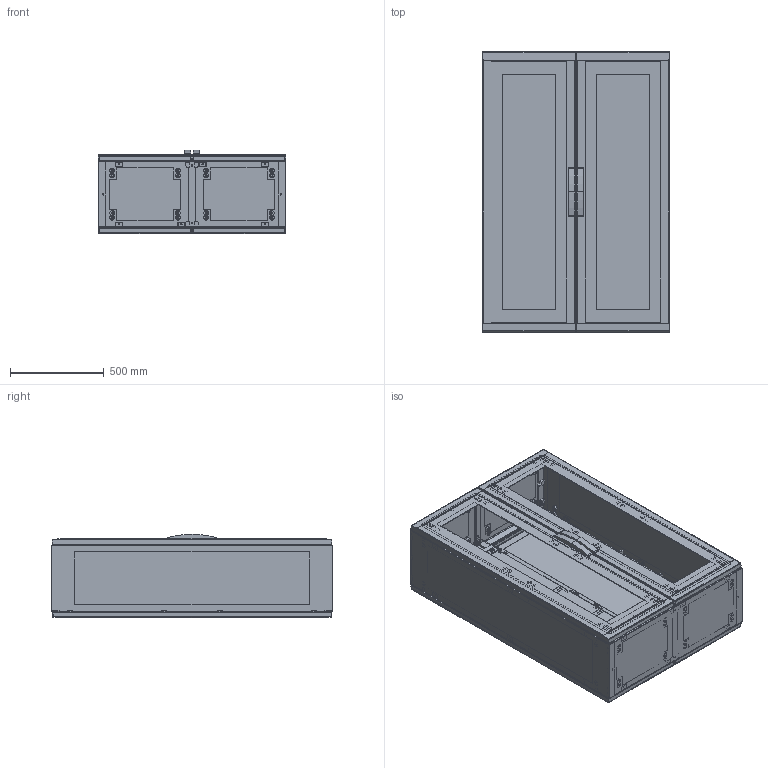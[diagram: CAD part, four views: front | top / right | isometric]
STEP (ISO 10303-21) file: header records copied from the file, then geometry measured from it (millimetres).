
FILE_DESCRIPTION(('STEP AP214'),'1');
FILE_NAME(' ',' ',('TraceParts'),('TraceParts S.A.'),'XStep 1.0',' ',' ');
FILE_SCHEMA(('automotive_design'));
Length unit declared in the file: millimetre
Products named in the file (5): 1; 2; 3; 4; 5
Bounding box: 1000 x 1500 x 443.68 mm (x, y, z)
Volume: 24287709.6 mm3; surface area: 12024432.2 mm2
Topology: 5 solids, 5 shells, 5154 faces, 13199 edges, 8513 vertices
Faces by surface type: plane 3288, cylinder 1174, cone 624, sphere 36, torus 32
Entity records: 156776 total; most frequent: CARTESIAN_POINT 29239, DIRECTION 26647, ORIENTED_EDGE 26398, EDGE_CURVE 13199, LINE 9269, VECTOR 9269, AXIS2_PLACEMENT_3D 8689, VERTEX_POINT 8513
